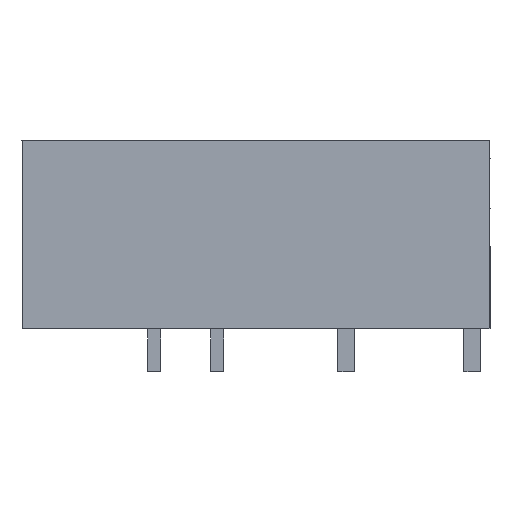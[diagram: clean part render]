
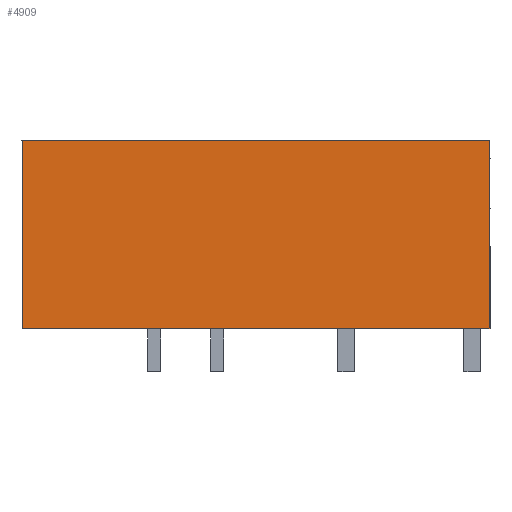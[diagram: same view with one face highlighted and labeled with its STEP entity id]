
A CAD part, left-side view. The second image highlights one B-rep face of the part: STEP entity #4909.
In plain terms, the highlighted planar face has unit normal (-1, 0, 0).
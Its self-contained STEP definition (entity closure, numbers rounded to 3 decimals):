
#4896=AXIS2_PLACEMENT_3D('Plane Axis2P3D',#4893,#4894,#4895) ;
#1452=CARTESIAN_POINT('Vertex',(0.,0.,14.)) ;
#1455=CARTESIAN_POINT('Line Origine',(0.,0.,8.3)) ;
#1459=CARTESIAN_POINT('Vertex',(0.,0.,2.6)) ;
#1488=CARTESIAN_POINT('Line Origine',(0.,14.15,2.6)) ;
#1492=CARTESIAN_POINT('Vertex',(0.,28.3,2.6)) ;
#3843=CARTESIAN_POINT('Line Origine',(0.,28.3,8.3)) ;
#3847=CARTESIAN_POINT('Vertex',(0.,28.3,14.)) ;
#4893=CARTESIAN_POINT('Axis2P3D Location',(0.,0.,17.5)) ;
#4898=CARTESIAN_POINT('Line Origine',(0.,14.15,14.)) ;
#1456=DIRECTION('Vector Direction',(0.,0.,-1.)) ;
#1489=DIRECTION('Vector Direction',(0.,-1.,0.)) ;
#3844=DIRECTION('Vector Direction',(0.,0.,1.)) ;
#4894=DIRECTION('Axis2P3D Direction',(-1.,0.,0.)) ;
#4895=DIRECTION('Axis2P3D XDirection',(0.,1.,0.)) ;
#4899=DIRECTION('Vector Direction',(0.,-1.,0.)) ;
#1457=VECTOR('Line Direction',#1456,1.) ;
#1490=VECTOR('Line Direction',#1489,1.) ;
#3845=VECTOR('Line Direction',#3844,1.) ;
#4900=VECTOR('Line Direction',#4899,1.) ;
#4904=ORIENTED_EDGE('',*,*,#4902,.F.) ;
#4905=ORIENTED_EDGE('',*,*,#3849,.F.) ;
#4906=ORIENTED_EDGE('',*,*,#1494,.T.) ;
#4907=ORIENTED_EDGE('',*,*,#1461,.T.) ;
#4909=ADVANCED_FACE('model',(#4908),#4897,.T.) ;
#1461=EDGE_CURVE('',#1460,#1453,#1458,.F.) ;
#1494=EDGE_CURVE('',#1493,#1460,#1491,.T.) ;
#3849=EDGE_CURVE('',#1493,#3848,#3846,.T.) ;
#4902=EDGE_CURVE('',#3848,#1453,#4901,.T.) ;
#4903=EDGE_LOOP('',(#4904,#4905,#4906,#4907)) ;
#4908=FACE_OUTER_BOUND('',#4903,.T.) ;
#1458=LINE('Line',#1455,#1457) ;
#1491=LINE('Line',#1488,#1490) ;
#3846=LINE('Line',#3843,#3845) ;
#4901=LINE('Line',#4898,#4900) ;
#4897=PLANE('',#4896) ;
#1453=VERTEX_POINT('',#1452) ;
#1460=VERTEX_POINT('',#1459) ;
#1493=VERTEX_POINT('',#1492) ;
#3848=VERTEX_POINT('',#3847) ;
